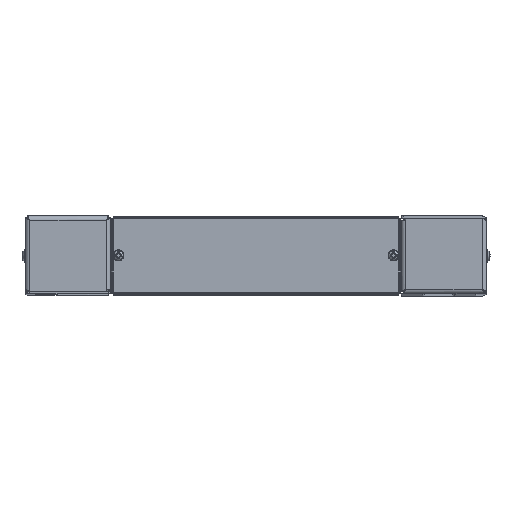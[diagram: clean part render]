
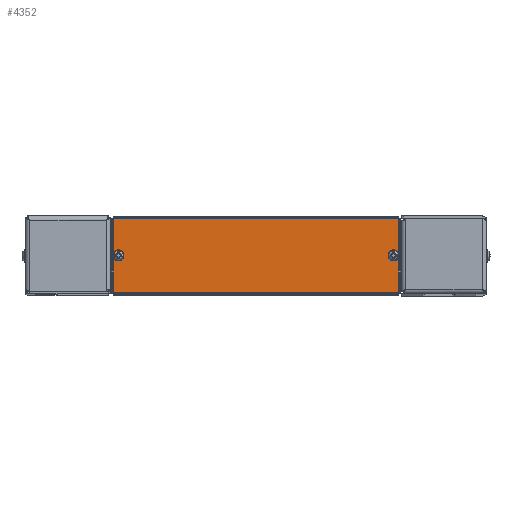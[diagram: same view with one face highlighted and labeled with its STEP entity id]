
A CAD part, top view. The second image highlights one B-rep face of the part: STEP entity #4352.
In plain terms, the highlighted face is planar.
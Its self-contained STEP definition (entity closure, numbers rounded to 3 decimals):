
#145 = CARTESIAN_POINT ( 'NONE',  ( 372., 0., -1. ) ) ;
#164 = ORIENTED_EDGE ( 'NONE', *, *, #5367, .F. ) ;
#459 = VECTOR ( 'NONE', #9181, 1000. ) ;
#785 = EDGE_CURVE ( 'NONE', #6705, #5894, #8632, .T. ) ;
#854 = CARTESIAN_POINT ( 'NONE',  ( 368.35, 48., -1. ) ) ;
#944 = FACE_BOUND ( 'NONE', #6840, .T. ) ;
#1018 = VERTEX_POINT ( 'NONE', #3509 ) ;
#1135 = LINE ( 'NONE', #4758, #6151 ) ;
#1501 = EDGE_CURVE ( 'NONE', #1018, #5274, #7938, .T. ) ;
#2113 = CARTESIAN_POINT ( 'NONE',  ( 6.9, 48., -1. ) ) ;
#2180 = DIRECTION ( 'NONE',  ( 0., 0., -1. ) ) ;
#2276 = DIRECTION ( 'NONE',  ( -1., 0., 0. ) ) ;
#2705 = DIRECTION ( 'NONE',  ( -1., 0., 0. ) ) ;
#2798 = CARTESIAN_POINT ( 'NONE',  ( 10.15, 48., -1. ) ) ;
#3093 = CIRCLE ( 'NONE', #3560, 3.25 ) ;
#3308 = LINE ( 'NONE', #6314, #459 ) ;
#3509 = CARTESIAN_POINT ( 'NONE',  ( 372., 96., -1. ) ) ;
#3560 = AXIS2_PLACEMENT_3D ( 'NONE', #9177, #5704, #8631 ) ;
#4057 = AXIS2_PLACEMENT_3D ( 'NONE', #5500, #5647, #4765 ) ;
#4277 = DIRECTION ( 'NONE',  ( 0., 0., -1. ) ) ;
#4352 = ADVANCED_FACE ( 'NONE', ( #944, #9345, #4812 ), #8515, .T. ) ;
#4686 = ORIENTED_EDGE ( 'NONE', *, *, #6213, .F. ) ;
#4758 = CARTESIAN_POINT ( 'NONE',  ( 0., 0., -1. ) ) ;
#4765 = DIRECTION ( 'NONE',  ( -1., 0., 0. ) ) ;
#4812 = FACE_OUTER_BOUND ( 'NONE', #8888, .T. ) ;
#4875 = CARTESIAN_POINT ( 'NONE',  ( 0., 96., -1. ) ) ;
#5163 = AXIS2_PLACEMENT_3D ( 'NONE', #8120, #4277, #6595 ) ;
#5174 = EDGE_CURVE ( 'NONE', #6851, #6552, #5293, .T. ) ;
#5227 = VERTEX_POINT ( 'NONE', #6070 ) ;
#5235 = CARTESIAN_POINT ( 'NONE',  ( 365.1, 48., -1. ) ) ;
#5274 = VERTEX_POINT ( 'NONE', #7241 ) ;
#5293 = CIRCLE ( 'NONE', #5936, 3.25 ) ;
#5309 = ORIENTED_EDGE ( 'NONE', *, *, #8154, .F. ) ;
#5367 = EDGE_CURVE ( 'NONE', #6552, #6851, #3093, .T. ) ;
#5500 = CARTESIAN_POINT ( 'NONE',  ( 0., 0., -1. ) ) ;
#5537 = CIRCLE ( 'NONE', #9474, 3.25 ) ;
#5588 = VECTOR ( 'NONE', #6086, 1000. ) ;
#5647 = DIRECTION ( 'NONE',  ( 0., 0., -1. ) ) ;
#5704 = DIRECTION ( 'NONE',  ( 0., 0., -1. ) ) ;
#5759 = EDGE_CURVE ( 'NONE', #5227, #1018, #7527, .T. ) ;
#5766 = DIRECTION ( 'NONE',  ( -1., 0., 0. ) ) ;
#5894 = VERTEX_POINT ( 'NONE', #6975 ) ;
#5936 = AXIS2_PLACEMENT_3D ( 'NONE', #5235, #2180, #2276 ) ;
#5989 = VERTEX_POINT ( 'NONE', #7169 ) ;
#6070 = CARTESIAN_POINT ( 'NONE',  ( 372., 0., -1. ) ) ;
#6086 = DIRECTION ( 'NONE',  ( 0., 1., 0. ) ) ;
#6151 = VECTOR ( 'NONE', #9338, 1000. ) ;
#6213 = EDGE_CURVE ( 'NONE', #5989, #5227, #3308, .T. ) ;
#6314 = CARTESIAN_POINT ( 'NONE',  ( 0., 0., -1. ) ) ;
#6552 = VERTEX_POINT ( 'NONE', #854 ) ;
#6595 = DIRECTION ( 'NONE',  ( -1., 0., 0. ) ) ;
#6705 = VERTEX_POINT ( 'NONE', #2798 ) ;
#6840 = EDGE_LOOP ( 'NONE', ( #5309, #9594 ) ) ;
#6851 = VERTEX_POINT ( 'NONE', #8415 ) ;
#6975 = CARTESIAN_POINT ( 'NONE',  ( 3.65, 48., -1. ) ) ;
#7117 = ORIENTED_EDGE ( 'NONE', *, *, #1501, .F. ) ;
#7121 = EDGE_CURVE ( 'NONE', #5274, #5989, #1135, .T. ) ;
#7169 = CARTESIAN_POINT ( 'NONE',  ( 0., 0., -1. ) ) ;
#7241 = CARTESIAN_POINT ( 'NONE',  ( 0., 96., -1. ) ) ;
#7527 = LINE ( 'NONE', #145, #5588 ) ;
#7938 = LINE ( 'NONE', #4875, #9324 ) ;
#8035 = DIRECTION ( 'NONE',  ( 0., 0., -1. ) ) ;
#8120 = CARTESIAN_POINT ( 'NONE',  ( 6.9, 48., -1. ) ) ;
#8154 = EDGE_CURVE ( 'NONE', #5894, #6705, #5537, .T. ) ;
#8415 = CARTESIAN_POINT ( 'NONE',  ( 361.85, 48., -1. ) ) ;
#8515 = PLANE ( 'NONE',  #4057 ) ;
#8631 = DIRECTION ( 'NONE',  ( -1., 0., 0. ) ) ;
#8632 = CIRCLE ( 'NONE', #5163, 3.25 ) ;
#8888 = EDGE_LOOP ( 'NONE', ( #9436, #7117, #9070, #4686 ) ) ;
#8969 = ORIENTED_EDGE ( 'NONE', *, *, #5174, .F. ) ;
#9070 = ORIENTED_EDGE ( 'NONE', *, *, #5759, .F. ) ;
#9177 = CARTESIAN_POINT ( 'NONE',  ( 365.1, 48., -1. ) ) ;
#9181 = DIRECTION ( 'NONE',  ( 1., 0., 0. ) ) ;
#9324 = VECTOR ( 'NONE', #5766, 1000. ) ;
#9338 = DIRECTION ( 'NONE',  ( 0., -1., 0. ) ) ;
#9345 = FACE_BOUND ( 'NONE', #9490, .T. ) ;
#9436 = ORIENTED_EDGE ( 'NONE', *, *, #7121, .F. ) ;
#9474 = AXIS2_PLACEMENT_3D ( 'NONE', #2113, #8035, #2705 ) ;
#9490 = EDGE_LOOP ( 'NONE', ( #8969, #164 ) ) ;
#9594 = ORIENTED_EDGE ( 'NONE', *, *, #785, .F. ) ;
